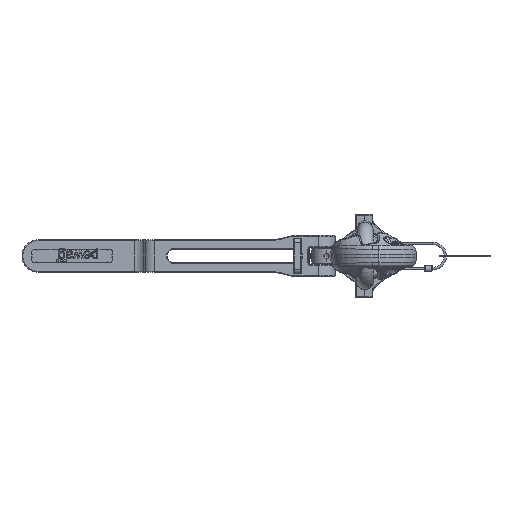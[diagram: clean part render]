
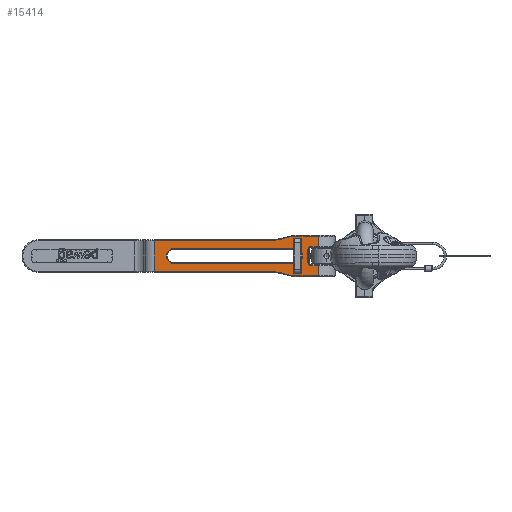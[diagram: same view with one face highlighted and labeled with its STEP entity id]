
A CAD part, left-side view. The second image highlights one B-rep face of the part: STEP entity #15414.
In plain terms, the highlighted planar face has unit normal (-1, 0, 0).
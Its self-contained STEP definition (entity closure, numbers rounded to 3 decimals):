
#15414=ADVANCED_FACE('',(#20563,#20564),#19012,.T.);
#19012=PLANE('',#88003);
#20563=FACE_BOUND('',#22513,.T.);
#20564=FACE_BOUND('',#22514,.T.);
#22513=EDGE_LOOP('',(#41814,#41815,#41816,#41817));
#22514=EDGE_LOOP('',(#41818,#41819,#41820,#41821,#41822,#41823,#41824,#41825,
#41826,#41827,#41828,#41829,#41830,#41831));
#26993=LINE('',#146320,#31042);
#26994=LINE('',#146324,#31043);
#26995=LINE('',#146328,#31044);
#26996=LINE('',#146330,#31045);
#26997=LINE('',#146332,#31046);
#26998=LINE('',#146336,#31047);
#26999=LINE('',#146338,#31048);
#27000=LINE('',#146340,#31049);
#27001=LINE('',#146344,#31050);
#27002=LINE('',#146348,#31051);
#27003=LINE('',#146350,#31052);
#27004=LINE('',#146352,#31053);
#31042=VECTOR('',#95140,1.);
#31043=VECTOR('',#95143,1.);
#31044=VECTOR('',#95146,1.);
#31045=VECTOR('',#95147,1.);
#31046=VECTOR('',#95148,1.);
#31047=VECTOR('',#95151,1.);
#31048=VECTOR('',#95152,1.);
#31049=VECTOR('',#95153,1.);
#31050=VECTOR('',#95156,1.);
#31051=VECTOR('',#95159,1.);
#31052=VECTOR('',#95160,1.);
#31053=VECTOR('',#95161,1.);
#41814=ORIENTED_EDGE('',*,*,#68752,.T.);
#41815=ORIENTED_EDGE('',*,*,#68753,.T.);
#41816=ORIENTED_EDGE('',*,*,#68754,.T.);
#41817=ORIENTED_EDGE('',*,*,#68755,.T.);
#41818=ORIENTED_EDGE('',*,*,#68756,.T.);
#41819=ORIENTED_EDGE('',*,*,#68757,.T.);
#41820=ORIENTED_EDGE('',*,*,#68758,.T.);
#41821=ORIENTED_EDGE('',*,*,#68759,.T.);
#41822=ORIENTED_EDGE('',*,*,#68760,.T.);
#41823=ORIENTED_EDGE('',*,*,#68761,.T.);
#41824=ORIENTED_EDGE('',*,*,#68762,.T.);
#41825=ORIENTED_EDGE('',*,*,#68763,.T.);
#41826=ORIENTED_EDGE('',*,*,#68764,.T.);
#41827=ORIENTED_EDGE('',*,*,#68765,.T.);
#41828=ORIENTED_EDGE('',*,*,#68766,.T.);
#41829=ORIENTED_EDGE('',*,*,#68767,.T.);
#41830=ORIENTED_EDGE('',*,*,#68768,.T.);
#41831=ORIENTED_EDGE('',*,*,#68769,.T.);
#60131=VERTEX_POINT('',#146318);
#60132=VERTEX_POINT('',#146319);
#60133=VERTEX_POINT('',#146321);
#60134=VERTEX_POINT('',#146323);
#60135=VERTEX_POINT('',#146326);
#60136=VERTEX_POINT('',#146327);
#60137=VERTEX_POINT('',#146329);
#60138=VERTEX_POINT('',#146331);
#60139=VERTEX_POINT('',#146333);
#60140=VERTEX_POINT('',#146335);
#60141=VERTEX_POINT('',#146337);
#60142=VERTEX_POINT('',#146339);
#60143=VERTEX_POINT('',#146341);
#60144=VERTEX_POINT('',#146343);
#60145=VERTEX_POINT('',#146345);
#60146=VERTEX_POINT('',#146347);
#60147=VERTEX_POINT('',#146349);
#60148=VERTEX_POINT('',#146351);
#68752=EDGE_CURVE('',#60131,#60132,#85668,.T.);
#68753=EDGE_CURVE('',#60132,#60133,#26993,.T.);
#68754=EDGE_CURVE('',#60133,#60134,#85669,.T.);
#68755=EDGE_CURVE('',#60134,#60131,#26994,.T.);
#68756=EDGE_CURVE('',#60135,#60136,#85670,.T.);
#68757=EDGE_CURVE('',#60136,#60137,#26995,.T.);
#68758=EDGE_CURVE('',#60137,#60138,#26996,.T.);
#68759=EDGE_CURVE('',#60138,#60139,#26997,.T.);
#68760=EDGE_CURVE('',#60139,#60140,#85671,.T.);
#68761=EDGE_CURVE('',#60140,#60141,#26998,.T.);
#68762=EDGE_CURVE('',#60141,#60142,#26999,.T.);
#68763=EDGE_CURVE('',#60142,#60143,#27000,.T.);
#68764=EDGE_CURVE('',#60143,#60144,#85672,.T.);
#68765=EDGE_CURVE('',#60144,#60145,#27001,.T.);
#68766=EDGE_CURVE('',#60145,#60146,#85673,.T.);
#68767=EDGE_CURVE('',#60146,#60147,#27002,.T.);
#68768=EDGE_CURVE('',#60147,#60148,#27003,.T.);
#68769=EDGE_CURVE('',#60148,#60135,#27004,.T.);
#85668=CIRCLE('',#87997,9.);
#85669=CIRCLE('',#87998,9.);
#85670=CIRCLE('',#87999,81.);
#85671=CIRCLE('',#88000,81.);
#85672=CIRCLE('',#88001,3.414);
#85673=CIRCLE('',#88002,3.414);
#87997=AXIS2_PLACEMENT_3D('',#146317,#95138,#95139);
#87998=AXIS2_PLACEMENT_3D('',#146322,#95141,#95142);
#87999=AXIS2_PLACEMENT_3D('',#146325,#95144,#95145);
#88000=AXIS2_PLACEMENT_3D('',#146334,#95149,#95150);
#88001=AXIS2_PLACEMENT_3D('',#146342,#95154,#95155);
#88002=AXIS2_PLACEMENT_3D('',#146346,#95157,#95158);
#88003=AXIS2_PLACEMENT_3D('',#146353,#95162,#95163);
#95138=DIRECTION('',(1.,0.,0.));
#95139=DIRECTION('',(0.,0.,1.));
#95140=DIRECTION('',(0.,1.,0.));
#95141=DIRECTION('',(1.,0.,0.));
#95142=DIRECTION('',(0.,0.,1.));
#95143=DIRECTION('',(0.,-1.,0.));
#95144=DIRECTION('',(1.,0.,0.));
#95145=DIRECTION('',(0.,0.,1.));
#95146=DIRECTION('',(0.,1.,0.));
#95147=DIRECTION('',(0.,0.,-1.));
#95148=DIRECTION('',(0.,-1.,0.));
#95149=DIRECTION('',(1.,0.,0.));
#95150=DIRECTION('',(0.,0.,1.));
#95151=DIRECTION('',(0.,-1.,0.));
#95152=DIRECTION('',(0.,0.,1.));
#95153=DIRECTION('',(0.,1.,0.));
#95154=DIRECTION('',(1.,0.,0.));
#95155=DIRECTION('',(0.,0.,-1.));
#95156=DIRECTION('',(0.,0.,1.));
#95157=DIRECTION('',(1.,0.,0.));
#95158=DIRECTION('',(0.,0.,-1.));
#95159=DIRECTION('',(0.,-1.,0.));
#95160=DIRECTION('',(0.,0.,1.));
#95161=DIRECTION('',(0.,1.,0.));
#95162=DIRECTION('',(-1.,0.,0.));
#95163=DIRECTION('',(0.,0.,-1.));
#146317=CARTESIAN_POINT('',(-20.,83.661,0.));
#146318=CARTESIAN_POINT('',(-20.,83.661,9.));
#146319=CARTESIAN_POINT('',(-20.,83.661,-9.));
#146320=CARTESIAN_POINT('',(-20.,116.661,-9.));
#146321=CARTESIAN_POINT('',(-20.,228.661,-9.));
#146322=CARTESIAN_POINT('',(-20.,228.661,0.));
#146323=CARTESIAN_POINT('',(-20.,228.661,9.));
#146324=CARTESIAN_POINT('',(-20.,116.661,9.));
#146325=CARTESIAN_POINT('',(-20.,116.661,99.359));
#146326=CARTESIAN_POINT('',(-20.,87.474,23.8));
#146327=CARTESIAN_POINT('',(-20.,116.661,18.359));
#146328=CARTESIAN_POINT('',(-20.,116.661,18.359));
#146329=CARTESIAN_POINT('',(-20.,252.278,18.359));
#146330=CARTESIAN_POINT('',(-20.,252.278,-99.359));
#146331=CARTESIAN_POINT('',(-20.,252.278,-18.359));
#146332=CARTESIAN_POINT('',(-20.,116.661,-18.359));
#146333=CARTESIAN_POINT('',(-20.,116.661,-18.359));
#146334=CARTESIAN_POINT('',(-20.,116.661,-99.359));
#146335=CARTESIAN_POINT('',(-20.,87.474,-23.8));
#146336=CARTESIAN_POINT('',(-20.,116.661,-23.8));
#146337=CARTESIAN_POINT('',(-20.,55.661,-23.8));
#146338=CARTESIAN_POINT('',(-20.,55.661,-99.359));
#146339=CARTESIAN_POINT('',(-20.,55.661,-11.414));
#146340=CARTESIAN_POINT('',(-20.,116.661,-11.414));
#146341=CARTESIAN_POINT('',(-20.,64.661,-11.414));
#146342=CARTESIAN_POINT('',(-20.,64.661,-8.));
#146343=CARTESIAN_POINT('',(-20.,68.075,-8.));
#146344=CARTESIAN_POINT('',(-20.,68.075,-99.359));
#146345=CARTESIAN_POINT('',(-20.,68.075,8.));
#146346=CARTESIAN_POINT('',(-20.,64.661,8.));
#146347=CARTESIAN_POINT('',(-20.,64.661,11.414));
#146348=CARTESIAN_POINT('',(-20.,116.661,11.414));
#146349=CARTESIAN_POINT('',(-20.,55.661,11.414));
#146350=CARTESIAN_POINT('',(-20.,55.661,-99.359));
#146351=CARTESIAN_POINT('',(-20.,55.661,23.8));
#146352=CARTESIAN_POINT('',(-20.,116.661,23.8));
#146353=CARTESIAN_POINT('',(-20.,116.661,-99.359));
